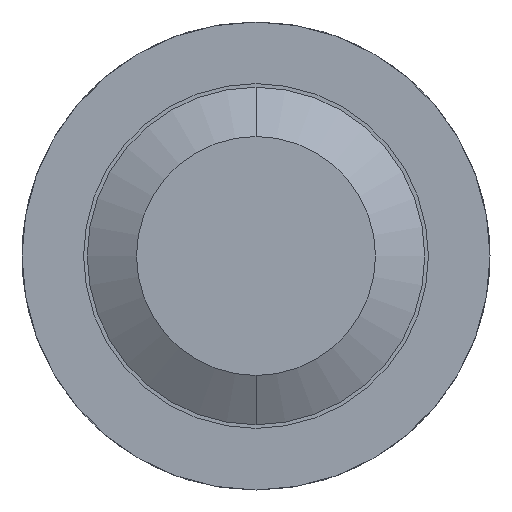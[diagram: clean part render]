
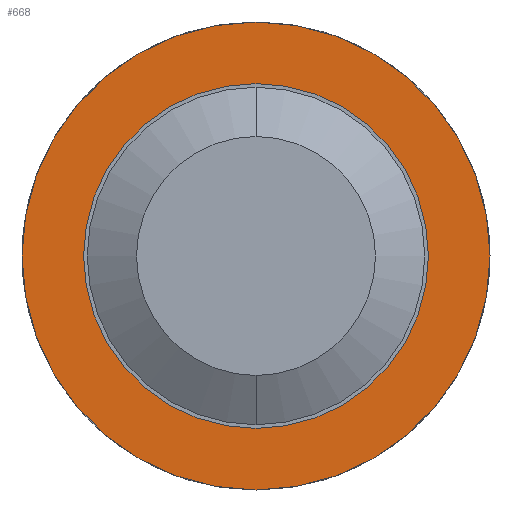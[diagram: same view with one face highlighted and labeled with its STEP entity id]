
A CAD part, front view. The second image highlights one B-rep face of the part: STEP entity #668.
In plain terms, the highlighted planar face has unit normal (0, -1, 0).
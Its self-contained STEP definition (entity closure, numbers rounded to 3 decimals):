
#93 = DIRECTION ( 'NONE',  ( 0., 0., 1. ) ) ;
#124 = VERTEX_POINT ( 'NONE', #2038 ) ;
#169 = VERTEX_POINT ( 'NONE', #2416 ) ;
#390 = AXIS2_PLACEMENT_3D ( 'NONE', #1210, #3772, #2513 ) ;
#435 = DIRECTION ( 'NONE',  ( 0., 0., 1. ) ) ;
#545 = EDGE_LOOP ( 'NONE', ( #4122, #2750 ) ) ;
#666 = EDGE_CURVE ( 'Defeature ausgef�hrt3_15+Defeature ausgef�hrt3_9+Defeature ausgef�hrt3_9+Defeature ausgef�hrt3_9', #682, #169, #1063, .T. ) ;
#668 = ADVANCED_FACE ( 'Defeature ausgef�hrt3_15', ( #2234, #3511 ), #2831, .F. ) ;
#682 = VERTEX_POINT ( 'NONE', #908 ) ;
#694 = CARTESIAN_POINT ( 'NONE',  ( 0., -2.5, 0. ) ) ;
#725 = VERTEX_POINT ( 'NONE', #2849 ) ;
#908 = CARTESIAN_POINT ( 'NONE',  ( 0., -2.5, -0.685 ) ) ;
#916 = DIRECTION ( 'NONE',  ( 0., 0., 1. ) ) ;
#1053 = CIRCLE ( 'NONE', #1528, 0.95 ) ;
#1063 = CIRCLE ( 'NONE', #390, 0.685 ) ;
#1196 = DIRECTION ( 'NONE',  ( 0., 1., 0. ) ) ;
#1210 = CARTESIAN_POINT ( 'NONE',  ( 0., -2.5, 0. ) ) ;
#1471 = EDGE_LOOP ( 'NONE', ( #1877, #1940 ) ) ;
#1477 = CARTESIAN_POINT ( 'NONE',  ( 0., -2.5, 0. ) ) ;
#1528 = AXIS2_PLACEMENT_3D ( 'NONE', #694, #2933, #93 ) ;
#1877 = ORIENTED_EDGE ( 'NONE', *, *, #1924, .F. ) ;
#1924 = EDGE_CURVE ( 'Defeature ausgef�hrt3_14+Defeature ausgef�hrt3_15+Defeature ausgef�hrt3_15+Defeature ausgef�hrt3_15', #124, #725, #1053, .T. ) ;
#1940 = ORIENTED_EDGE ( 'NONE', *, *, #4041, .F. ) ;
#1941 = AXIS2_PLACEMENT_3D ( 'NONE', #4117, #1196, #916 ) ;
#2038 = CARTESIAN_POINT ( 'NONE',  ( 0., -2.5, 0.95 ) ) ;
#2234 = FACE_OUTER_BOUND ( 'NONE', #1471, .T. ) ;
#2416 = CARTESIAN_POINT ( 'NONE',  ( 0., -2.5, 0.685 ) ) ;
#2513 = DIRECTION ( 'NONE',  ( 0., 0., 1. ) ) ;
#2531 = DIRECTION ( 'NONE',  ( 0., 0., 1. ) ) ;
#2750 = ORIENTED_EDGE ( 'NONE', *, *, #666, .T. ) ;
#2805 = AXIS2_PLACEMENT_3D ( 'NONE', #1477, #4036, #435 ) ;
#2831 = PLANE ( 'NONE',  #3611 ) ;
#2849 = CARTESIAN_POINT ( 'NONE',  ( 0., -2.5, -0.95 ) ) ;
#2933 = DIRECTION ( 'NONE',  ( 0., 1., 0. ) ) ;
#3109 = EDGE_CURVE ( 'Defeature ausgef�hrt3_15+Defeature ausgef�hrt3_9+Defeature ausgef�hrt3_9+Defeature ausgef�hrt3_9', #169, #682, #3821, .T. ) ;
#3511 = FACE_BOUND ( 'NONE', #545, .T. ) ;
#3532 = DIRECTION ( 'NONE',  ( 0., 1., 0. ) ) ;
#3611 = AXIS2_PLACEMENT_3D ( 'NONE', #3793, #3532, #2531 ) ;
#3772 = DIRECTION ( 'NONE',  ( 0., 1., 0. ) ) ;
#3793 = CARTESIAN_POINT ( 'NONE',  ( 0.95, -2.5, 0. ) ) ;
#3821 = CIRCLE ( 'NONE', #1941, 0.685 ) ;
#3873 = CIRCLE ( 'NONE', #2805, 0.95 ) ;
#4036 = DIRECTION ( 'NONE',  ( 0., 1., 0. ) ) ;
#4041 = EDGE_CURVE ( 'Defeature ausgef�hrt3_14+Defeature ausgef�hrt3_15+Defeature ausgef�hrt3_15+Defeature ausgef�hrt3_15', #725, #124, #3873, .T. ) ;
#4117 = CARTESIAN_POINT ( 'NONE',  ( 0., -2.5, 0. ) ) ;
#4122 = ORIENTED_EDGE ( 'NONE', *, *, #3109, .T. ) ;
